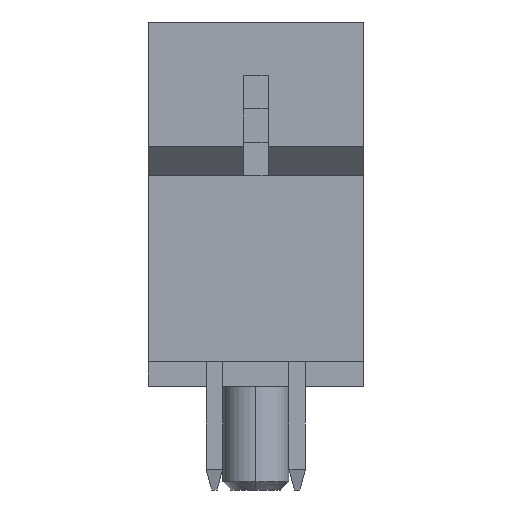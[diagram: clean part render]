
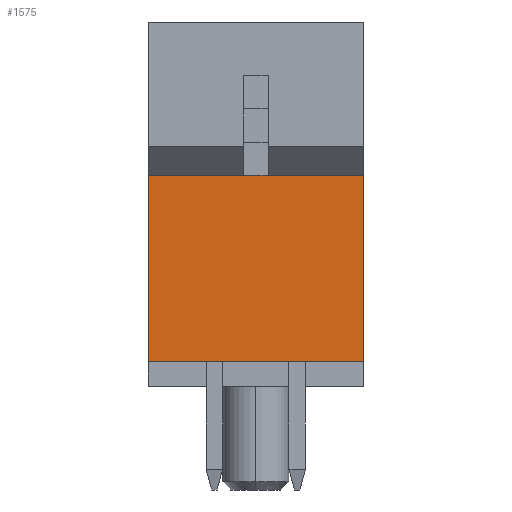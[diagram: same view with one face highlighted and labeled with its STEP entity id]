
A CAD part, left-side view. The second image highlights one B-rep face of the part: STEP entity #1575.
In plain terms, the highlighted planar face has unit normal (-1, 0, 0).
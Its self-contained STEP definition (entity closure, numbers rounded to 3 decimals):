
#61 = CARTESIAN_POINT ( 'NONE',  ( -6.25, 2.6, 0.6 ) ) ;
#695 = VECTOR ( 'NONE', #5925, 1000. ) ;
#1245 = CARTESIAN_POINT ( 'NONE',  ( -6.25, 2.6, 5.1 ) ) ;
#1307 = EDGE_CURVE ( 'NONE', #8339, #6747, #9738, .T. ) ;
#1387 = CARTESIAN_POINT ( 'NONE',  ( -6.25, -0.3, 5.1 ) ) ;
#1432 = DIRECTION ( 'NONE',  ( 0., 0., 1. ) ) ;
#1575 = ADVANCED_FACE ( 'NONE', ( #4893 ), #3401, .F. ) ;
#1848 = CARTESIAN_POINT ( 'NONE',  ( -6.25, -2.6, 5.1 ) ) ;
#2038 = CARTESIAN_POINT ( 'NONE',  ( -6.25, 0.3, 5.1 ) ) ;
#2326 = VECTOR ( 'NONE', #12889, 1000. ) ;
#2879 = ORIENTED_EDGE ( 'NONE', *, *, #10322, .F. ) ;
#2903 = LINE ( 'NONE', #61, #9619 ) ;
#3010 = EDGE_CURVE ( 'NONE', #5715, #4216, #5010, .T. ) ;
#3202 = EDGE_CURVE ( 'NONE', #7179, #6747, #7891, .T. ) ;
#3290 = DIRECTION ( 'NONE',  ( 0., -1., 0. ) ) ;
#3366 = CARTESIAN_POINT ( 'NONE',  ( -6.25, 2.6, 5.1 ) ) ;
#3401 = PLANE ( 'NONE',  #5333 ) ;
#4216 = VERTEX_POINT ( 'NONE', #1245 ) ;
#4893 = FACE_OUTER_BOUND ( 'NONE', #7723, .T. ) ;
#5010 = LINE ( 'NONE', #11334, #16529 ) ;
#5036 = CARTESIAN_POINT ( 'NONE',  ( -6.25, 2.6, 0.6 ) ) ;
#5237 = LINE ( 'NONE', #10402, #2326 ) ;
#5308 = DIRECTION ( 'NONE',  ( 0., -1., 0. ) ) ;
#5333 = AXIS2_PLACEMENT_3D ( 'NONE', #10054, #6154, #16250 ) ;
#5418 = EDGE_CURVE ( 'NONE', #12452, #8339, #16137, .T. ) ;
#5715 = VERTEX_POINT ( 'NONE', #5036 ) ;
#5925 = DIRECTION ( 'NONE',  ( 0., -1., 0. ) ) ;
#6154 = DIRECTION ( 'NONE',  ( 1., 0., 0. ) ) ;
#6747 = VERTEX_POINT ( 'NONE', #1848 ) ;
#7179 = VERTEX_POINT ( 'NONE', #7594 ) ;
#7594 = CARTESIAN_POINT ( 'NONE',  ( -6.25, -2.6, 0.6 ) ) ;
#7613 = DIRECTION ( 'NONE',  ( 0., 0., 1. ) ) ;
#7723 = EDGE_LOOP ( 'NONE', ( #12151, #15371, #11613, #9775, #11035, #2879 ) ) ;
#7891 = LINE ( 'NONE', #11843, #12399 ) ;
#8339 = VERTEX_POINT ( 'NONE', #1387 ) ;
#9613 = VECTOR ( 'NONE', #3290, 1000. ) ;
#9619 = VECTOR ( 'NONE', #5308, 1000. ) ;
#9738 = LINE ( 'NONE', #9823, #695 ) ;
#9775 = ORIENTED_EDGE ( 'NONE', *, *, #1307, .F. ) ;
#9823 = CARTESIAN_POINT ( 'NONE',  ( -6.25, 2.6, 5.1 ) ) ;
#10054 = CARTESIAN_POINT ( 'NONE',  ( -6.25, 2.6, 5.1 ) ) ;
#10322 = EDGE_CURVE ( 'NONE', #4216, #12452, #5237, .T. ) ;
#10402 = CARTESIAN_POINT ( 'NONE',  ( -6.25, 2.6, 5.1 ) ) ;
#11035 = ORIENTED_EDGE ( 'NONE', *, *, #5418, .F. ) ;
#11334 = CARTESIAN_POINT ( 'NONE',  ( -6.25, 2.6, 5.1 ) ) ;
#11613 = ORIENTED_EDGE ( 'NONE', *, *, #3202, .T. ) ;
#11843 = CARTESIAN_POINT ( 'NONE',  ( -6.25, -2.6, 5.1 ) ) ;
#12151 = ORIENTED_EDGE ( 'NONE', *, *, #3010, .F. ) ;
#12399 = VECTOR ( 'NONE', #1432, 1000. ) ;
#12452 = VERTEX_POINT ( 'NONE', #2038 ) ;
#12889 = DIRECTION ( 'NONE',  ( 0., -1., 0. ) ) ;
#13083 = EDGE_CURVE ( 'NONE', #5715, #7179, #2903, .T. ) ;
#15371 = ORIENTED_EDGE ( 'NONE', *, *, #13083, .T. ) ;
#16137 = LINE ( 'NONE', #3366, #9613 ) ;
#16250 = DIRECTION ( 'NONE',  ( 0., 0., -1. ) ) ;
#16529 = VECTOR ( 'NONE', #7613, 1000. ) ;
